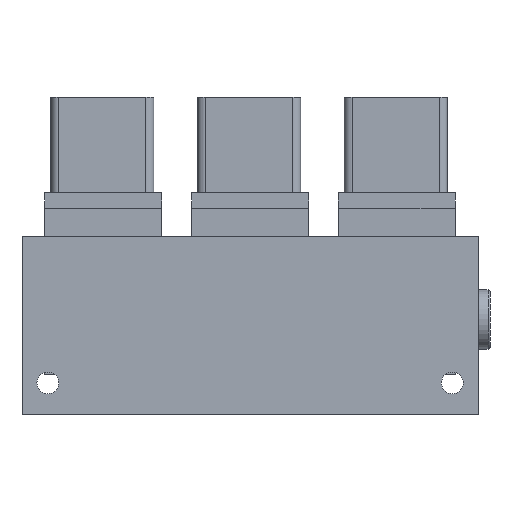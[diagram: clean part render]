
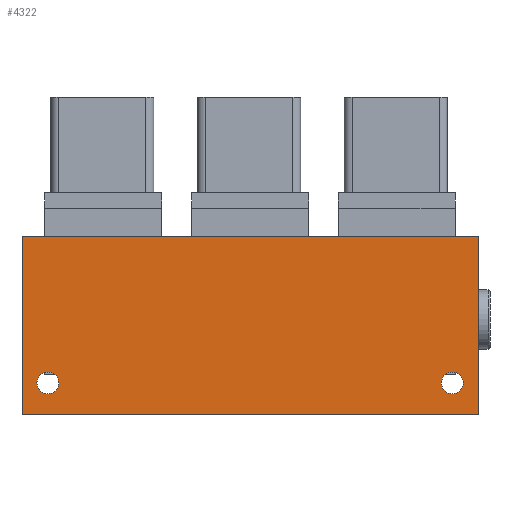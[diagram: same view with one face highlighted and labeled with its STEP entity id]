
A CAD part, front view. The second image highlights one B-rep face of the part: STEP entity #4322.
In plain terms, the highlighted planar face has unit normal (0, -1, 0).
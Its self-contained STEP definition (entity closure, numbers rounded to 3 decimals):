
#40=PLANE('',#4765);
#293=LINE('',#7385,#581);
#296=LINE('',#7395,#584);
#297=LINE('',#7397,#585);
#298=LINE('',#7399,#586);
#581=VECTOR('',#5681,1000.);
#584=VECTOR('',#5690,1000.);
#585=VECTOR('',#5691,1000.);
#586=VECTOR('',#5692,1000.);
#1398=ORIENTED_EDGE('',*,*,#2575,.F.);
#1399=ORIENTED_EDGE('',*,*,#2576,.F.);
#1400=ORIENTED_EDGE('',*,*,#2577,.T.);
#1401=ORIENTED_EDGE('',*,*,#2578,.F.);
#1402=ORIENTED_EDGE('',*,*,#2579,.F.);
#1403=ORIENTED_EDGE('',*,*,#2572,.T.);
#2572=EDGE_CURVE('',#3103,#3102,#293,.T.);
#2575=EDGE_CURVE('',#3105,#3105,#3390,.T.);
#2576=EDGE_CURVE('',#3106,#3106,#3391,.T.);
#2577=EDGE_CURVE('',#3102,#3107,#296,.T.);
#2578=EDGE_CURVE('',#3108,#3107,#297,.T.);
#2579=EDGE_CURVE('',#3103,#3108,#298,.T.);
#3102=VERTEX_POINT('',#7384);
#3103=VERTEX_POINT('',#7386);
#3105=VERTEX_POINT('',#7392);
#3106=VERTEX_POINT('',#7394);
#3107=VERTEX_POINT('',#7396);
#3108=VERTEX_POINT('',#7398);
#3390=CIRCLE('',#4766,2.75);
#3391=CIRCLE('',#4767,2.75);
#3582=EDGE_LOOP('',(#1398));
#3583=EDGE_LOOP('',(#1399));
#3584=EDGE_LOOP('',(#1400,#1401,#1402,#1403));
#3925=FACE_BOUND('',#3582,.T.);
#3926=FACE_BOUND('',#3583,.T.);
#3927=FACE_BOUND('',#3584,.T.);
#4322=ADVANCED_FACE('',(#3925,#3926,#3927),#40,.F.);
#4765=AXIS2_PLACEMENT_3D('',#7390,#5684,#5685);
#4766=AXIS2_PLACEMENT_3D('',#7391,#5686,#5687);
#4767=AXIS2_PLACEMENT_3D('',#7393,#5688,#5689);
#5681=DIRECTION('',(0.,0.,-1.));
#5684=DIRECTION('',(0.,1.,0.));
#5685=DIRECTION('',(0.,0.,1.));
#5686=DIRECTION('',(0.,-1.,0.));
#5687=DIRECTION('',(0.,0.,-1.));
#5688=DIRECTION('',(0.,-1.,0.));
#5689=DIRECTION('',(0.,0.,-1.));
#5690=DIRECTION('',(1.,0.,0.));
#5691=DIRECTION('',(0.,0.,-1.));
#5692=DIRECTION('',(1.,0.,0.));
#7384=CARTESIAN_POINT('',(-57.5,0.,-22.5));
#7385=CARTESIAN_POINT('',(-57.5,0.,22.5));
#7386=CARTESIAN_POINT('',(-57.5,0.,22.5));
#7390=CARTESIAN_POINT('',(-57.5,0.,22.5));
#7391=CARTESIAN_POINT('',(-51.,0.,-14.5));
#7392=CARTESIAN_POINT('',(-51.,0.,-17.25));
#7393=CARTESIAN_POINT('',(51.,0.,-14.5));
#7394=CARTESIAN_POINT('',(51.,0.,-17.25));
#7395=CARTESIAN_POINT('',(-57.5,0.,-22.5));
#7396=CARTESIAN_POINT('',(57.5,0.,-22.5));
#7397=CARTESIAN_POINT('',(57.5,0.,22.5));
#7398=CARTESIAN_POINT('',(57.5,0.,22.5));
#7399=CARTESIAN_POINT('',(-57.5,0.,22.5));
